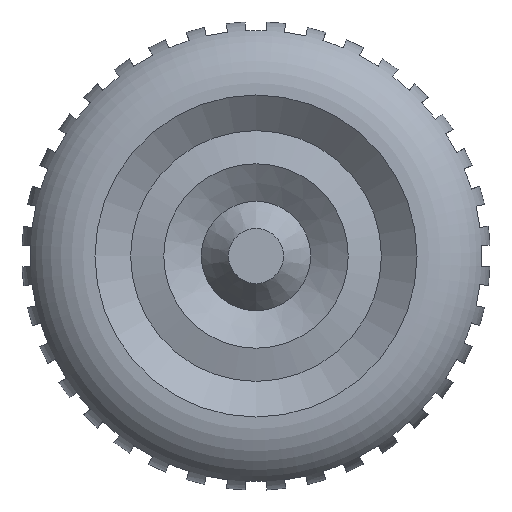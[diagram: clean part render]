
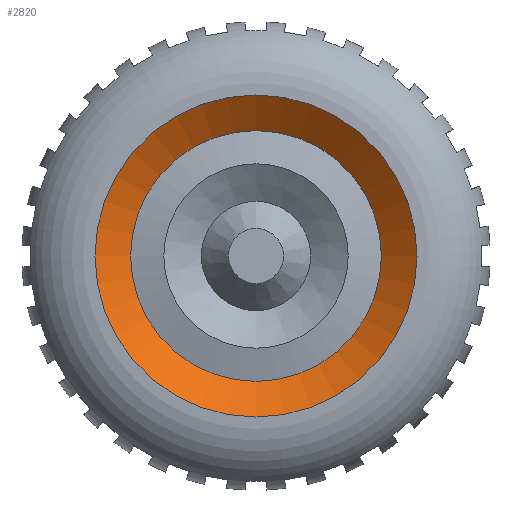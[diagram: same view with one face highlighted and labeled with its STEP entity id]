
A CAD part, front view. The second image highlights one B-rep face of the part: STEP entity #2820.
In plain terms, the highlighted conical face has half-angle 52.329 degrees and reference radius 5.219 mm.
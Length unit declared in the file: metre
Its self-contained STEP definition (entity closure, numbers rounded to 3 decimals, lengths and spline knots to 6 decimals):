
#17=CONICAL_SURFACE('',#3019,0.005219,0.913);
#887=ORIENTED_EDGE('',*,*,#1714,.T.);
#888=ORIENTED_EDGE('',*,*,#1715,.T.);
#1714=EDGE_CURVE('',#2103,#2103,#2214,.T.);
#1715=EDGE_CURVE('',#2104,#2104,#2215,.T.);
#2103=VERTEX_POINT('',#4900);
#2104=VERTEX_POINT('',#4903);
#2214=CIRCLE('',#3018,0.004571);
#2215=CIRCLE('',#3020,0.005867);
#2388=EDGE_LOOP('',(#887));
#2389=EDGE_LOOP('',(#888));
#2550=FACE_BOUND('',#2388,.T.);
#2551=FACE_BOUND('',#2389,.T.);
#2820=ADVANCED_FACE('',(#2550,#2551),#17,.F.);
#3018=AXIS2_PLACEMENT_3D('',#4899,#3541,#3542);
#3019=AXIS2_PLACEMENT_3D('',#4901,#3543,#3544);
#3020=AXIS2_PLACEMENT_3D('',#4902,#3545,#3546);
#3541=DIRECTION('',(0.,1.,0.));
#3542=DIRECTION('',(0.,0.,1.));
#3543=DIRECTION('',(0.,-1.,0.));
#3544=DIRECTION('',(0.,0.,1.));
#3545=DIRECTION('',(0.,-1.,0.));
#3546=DIRECTION('',(0.,0.,1.));
#4899=CARTESIAN_POINT('',(0.,-0.009464,0.));
#4900=CARTESIAN_POINT('',(0.,-0.009464,0.004571));
#4901=CARTESIAN_POINT('',(0.,-0.009965,0.));
#4902=CARTESIAN_POINT('',(0.,-0.010465,0.));
#4903=CARTESIAN_POINT('',(0.,-0.010465,0.005867));
